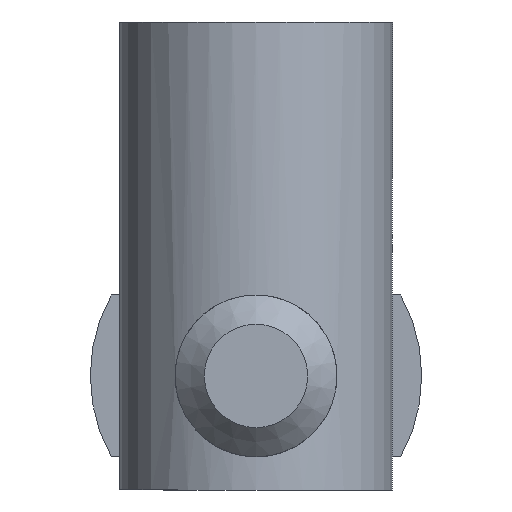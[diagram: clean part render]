
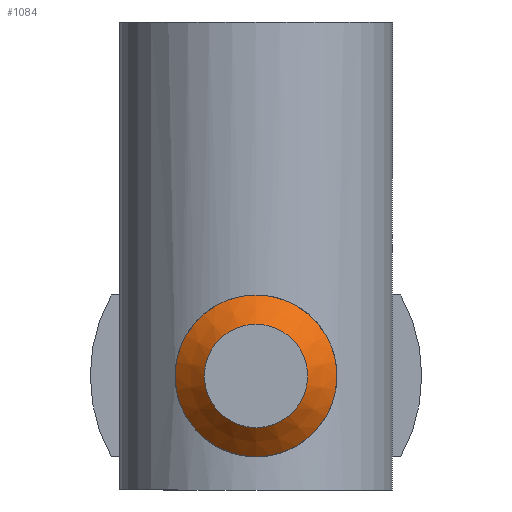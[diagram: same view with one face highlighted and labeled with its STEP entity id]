
A CAD part, left-side view. The second image highlights one B-rep face of the part: STEP entity #1084.
In plain terms, the highlighted conical face has half-angle 45 degrees and reference radius 4.15 mm.
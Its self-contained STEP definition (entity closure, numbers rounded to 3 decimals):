
#529=CONICAL_SURFACE('',#1028,4.15,45.);
#656=ORIENTED_EDGE('',*,*,#780,.T.);
#657=ORIENTED_EDGE('',*,*,#781,.F.);
#706=CIRCLE('',#1027,4.15);
#707=CIRCLE('',#1029,2.65);
#737=VERTEX_POINT('',#2493);
#738=VERTEX_POINT('',#2496);
#780=EDGE_CURVE('',#737,#737,#706,.T.);
#781=EDGE_CURVE('',#738,#738,#707,.T.);
#826=EDGE_LOOP('',(#656));
#827=EDGE_LOOP('',(#657));
#864=FACE_BOUND('',#826,.T.);
#865=FACE_BOUND('',#827,.T.);
#947=DIRECTION('',(-1.,0.,0.));
#948=DIRECTION('',(0.,4.15,0.));
#949=DIRECTION('',(1.,0.,0.));
#950=DIRECTION('',(0.,1.,0.));
#951=DIRECTION('',(-1.,0.,0.));
#952=DIRECTION('',(0.,2.65,0.));
#1027=AXIS2_PLACEMENT_3D('',#2494,#947,#948);
#1028=AXIS2_PLACEMENT_3D('',#2495,#949,#950);
#1029=AXIS2_PLACEMENT_3D('',#2497,#951,#952);
#1084=ADVANCED_FACE('',(#864,#865),#529,.T.);
#2493=CARTESIAN_POINT('',(-40.5,4.15,0.));
#2494=CARTESIAN_POINT('',(-40.5,0.,0.));
#2495=CARTESIAN_POINT('',(-40.5,0.,0.));
#2496=CARTESIAN_POINT('',(-42.,2.65,0.));
#2497=CARTESIAN_POINT('',(-42.,0.,0.));
